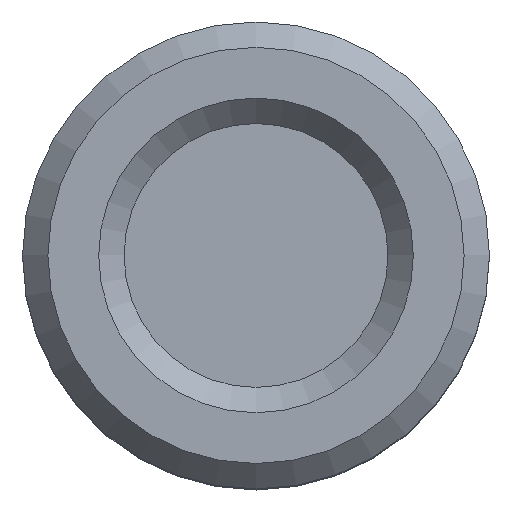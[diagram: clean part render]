
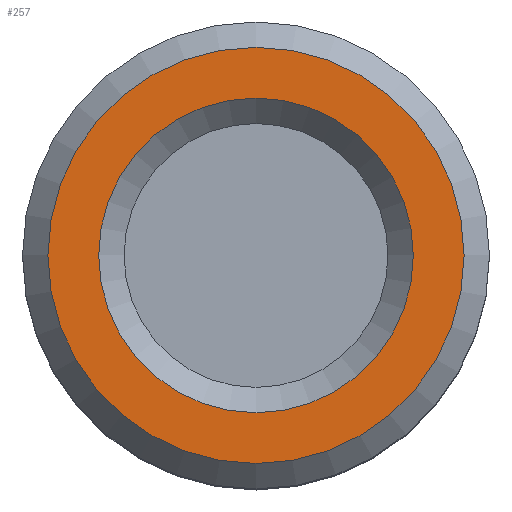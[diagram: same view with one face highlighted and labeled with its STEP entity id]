
A CAD part, top view. The second image highlights one B-rep face of the part: STEP entity #257.
In plain terms, the highlighted planar face has unit normal (0, 0, 1).
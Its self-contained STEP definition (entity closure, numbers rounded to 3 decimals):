
#13=FACE_BOUND('',#64,.T.);
#31=PLANE('',#300);
#43=FACE_OUTER_BOUND('',#63,.T.);
#63=EDGE_LOOP('',(#195));
#64=EDGE_LOOP('',(#196));
#105=CIRCLE('',#297,3.1);
#108=CIRCLE('',#301,4.1);
#127=VERTEX_POINT('',#443);
#130=VERTEX_POINT('',#451);
#151=EDGE_CURVE('',#127,#127,#105,.T.);
#155=EDGE_CURVE('',#130,#130,#108,.T.);
#195=ORIENTED_EDGE('',*,*,#155,.F.);
#196=ORIENTED_EDGE('',*,*,#151,.F.);
#257=ADVANCED_FACE('',(#43,#13),#31,.T.);
#297=AXIS2_PLACEMENT_3D('',#444,#354,#355);
#300=AXIS2_PLACEMENT_3D('',#450,#361,#362);
#301=AXIS2_PLACEMENT_3D('',#452,#363,#364);
#354=DIRECTION('center_axis',(0.,0.,1.));
#355=DIRECTION('ref_axis',(1.,0.,0.));
#361=DIRECTION('center_axis',(0.,0.,1.));
#362=DIRECTION('ref_axis',(1.,0.,0.));
#363=DIRECTION('center_axis',(0.,0.,-1.));
#364=DIRECTION('ref_axis',(1.,0.,0.));
#443=CARTESIAN_POINT('',(-3.1,0.,13.003));
#444=CARTESIAN_POINT('Origin',(0.,0.,13.003));
#450=CARTESIAN_POINT('Origin',(-4.6,0.,13.003));
#451=CARTESIAN_POINT('',(-4.1,0.,13.003));
#452=CARTESIAN_POINT('Origin',(0.,0.,13.003));
